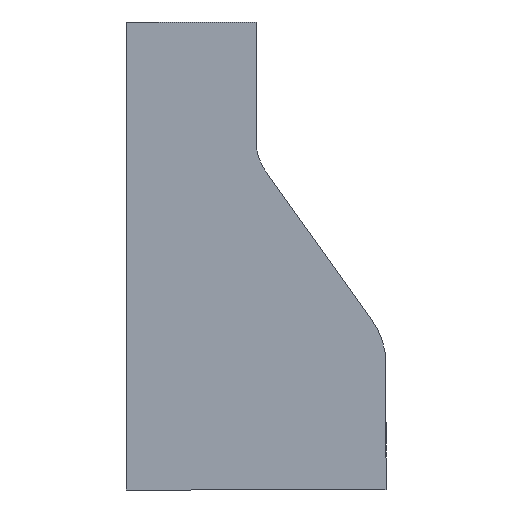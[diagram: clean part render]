
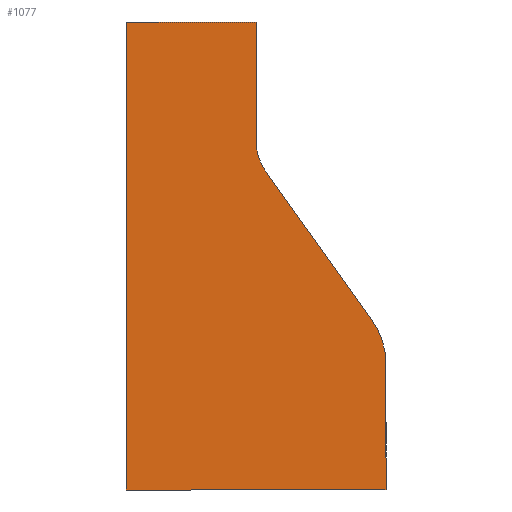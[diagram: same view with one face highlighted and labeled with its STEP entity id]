
A CAD part, front view. The second image highlights one B-rep face of the part: STEP entity #1077.
In plain terms, the highlighted planar face has unit normal (0, -1, 0).
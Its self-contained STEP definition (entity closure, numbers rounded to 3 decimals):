
#7 = CARTESIAN_POINT ( 'NONE',  ( 25., 0., -180. ) ) ;
#9 = CARTESIAN_POINT ( 'NONE',  ( 119.412, 0., -114.293 ) ) ;
#45 = CARTESIAN_POINT ( 'NONE',  ( -25., 0., 0. ) ) ;
#64 = CARTESIAN_POINT ( 'NONE',  ( 75., 0., 0. ) ) ;
#82 = DIRECTION ( 'NONE',  ( 0., 0., 1. ) ) ;
#85 = DIRECTION ( 'NONE',  ( 0., 1., 0. ) ) ;
#95 = PLANE ( 'NONE',  #497 ) ;
#103 = CARTESIAN_POINT ( 'NONE',  ( -45., 0., -45.707 ) ) ;
#125 = CARTESIAN_POINT ( 'NONE',  ( 125., 0., -131.73 ) ) ;
#126 = CARTESIAN_POINT ( 'NONE',  ( 75., 0., -45.707 ) ) ;
#132 = DIRECTION ( 'NONE',  ( 1., 0., 0. ) ) ;
#133 = CARTESIAN_POINT ( 'NONE',  ( 25., 0., 0. ) ) ;
#155 = CARTESIAN_POINT ( 'NONE',  ( 125., 0., -180. ) ) ;
#177 = CARTESIAN_POINT ( 'NONE',  ( 78.725, 0., -57.331 ) ) ;
#183 = CARTESIAN_POINT ( 'NONE',  ( 25., 0., 0. ) ) ;
#193 = DIRECTION ( 'NONE',  ( 0., -1., 0. ) ) ;
#195 = CARTESIAN_POINT ( 'NONE',  ( 95., 0., -131.73 ) ) ;
#200 = DIRECTION ( 'NONE',  ( 0., 0., 1. ) ) ;
#237 = DIRECTION ( 'NONE',  ( 0., 0., 1. ) ) ;
#265 = DIRECTION ( 'NONE',  ( 0., 0., 1. ) ) ;
#266 = DIRECTION ( 'NONE',  ( 0., 1., 0. ) ) ;
#268 = CARTESIAN_POINT ( 'NONE',  ( 95., 0., -45.707 ) ) ;
#299 = DIRECTION ( 'NONE',  ( 0., 0., 1. ) ) ;
#306 = CARTESIAN_POINT ( 'NONE',  ( 75., 0., 0. ) ) ;
#318 = CARTESIAN_POINT ( 'NONE',  ( 125., 0., -131.73 ) ) ;
#323 = DIRECTION ( 'NONE',  ( 0., 0., 1. ) ) ;
#325 = CARTESIAN_POINT ( 'NONE',  ( 78.725, 0., -57.331 ) ) ;
#327 = CARTESIAN_POINT ( 'NONE',  ( -75., 0., -180. ) ) ;
#332 = DIRECTION ( 'NONE',  ( -0.581, 0., 0.814 ) ) ;
#339 = DIRECTION ( 'NONE',  ( -1., 0., 0. ) ) ;
#376 = EDGE_CURVE ( 'NONE', #581, #649, #622, .T. ) ;
#395 = EDGE_CURVE ( 'NONE', #649, #866, #548, .T. ) ;
#396 = EDGE_CURVE ( 'NONE', #871, #645, #558, .T. ) ;
#403 = EDGE_CURVE ( 'NONE', #645, #864, #549, .T. ) ;
#408 = EDGE_CURVE ( 'NONE', #866, #571, #537, .T. ) ;
#409 = EDGE_CURVE ( 'NONE', #581, #871, #1048, .T. ) ;
#434 = EDGE_CURVE ( 'NONE', #648, #864, #1019, .T. ) ;
#469 = AXIS2_PLACEMENT_3D ( 'NONE', #195, #193, #237 ) ;
#497 = AXIS2_PLACEMENT_3D ( 'NONE', #103, #85, #82 ) ;
#513 = AXIS2_PLACEMENT_3D ( 'NONE', #268, #266, #265 ) ;
#529 = EDGE_CURVE ( 'NONE', #571, #648, #975, .T. ) ;
#537 = LINE ( 'NONE', #325, #546 ) ;
#546 = VECTOR ( 'NONE', #332, 1000. ) ;
#548 = CIRCLE ( 'NONE', #469, 30. ) ;
#549 = LINE ( 'NONE', #45, #556 ) ;
#556 = VECTOR ( 'NONE', #132, 1000. ) ;
#558 = LINE ( 'NONE', #183, #562 ) ;
#562 = VECTOR ( 'NONE', #200, 1000. ) ;
#571 = VERTEX_POINT ( 'NONE', #177 ) ;
#581 = VERTEX_POINT ( 'NONE', #155 ) ;
#614 = VECTOR ( 'NONE', #323, 1000. ) ;
#622 = LINE ( 'NONE', #318, #614 ) ;
#645 = VERTEX_POINT ( 'NONE', #133 ) ;
#648 = VERTEX_POINT ( 'NONE', #126 ) ;
#649 = VERTEX_POINT ( 'NONE', #125 ) ;
#677 = EDGE_LOOP ( 'NONE', ( #770, #755, #680, #758, #769, #694, #762, #743 ) ) ;
#680 = ORIENTED_EDGE ( 'NONE', *, *, #409, .F. ) ;
#694 = ORIENTED_EDGE ( 'NONE', *, *, #408, .T. ) ;
#743 = ORIENTED_EDGE ( 'NONE', *, *, #434, .T. ) ;
#755 = ORIENTED_EDGE ( 'NONE', *, *, #396, .F. ) ;
#758 = ORIENTED_EDGE ( 'NONE', *, *, #376, .T. ) ;
#762 = ORIENTED_EDGE ( 'NONE', *, *, #529, .T. ) ;
#769 = ORIENTED_EDGE ( 'NONE', *, *, #395, .T. ) ;
#770 = ORIENTED_EDGE ( 'NONE', *, *, #403, .F. ) ;
#864 = VERTEX_POINT ( 'NONE', #64 ) ;
#866 = VERTEX_POINT ( 'NONE', #9 ) ;
#871 = VERTEX_POINT ( 'NONE', #7 ) ;
#950 = FACE_OUTER_BOUND ( 'NONE', #677, .T. ) ;
#975 = CIRCLE ( 'NONE', #513, 20. ) ;
#1016 = VECTOR ( 'NONE', #299, 1000. ) ;
#1019 = LINE ( 'NONE', #306, #1016 ) ;
#1048 = LINE ( 'NONE', #327, #1057 ) ;
#1057 = VECTOR ( 'NONE', #339, 1000. ) ;
#1077 = ADVANCED_FACE ( 'NONE', ( #950 ), #95, .F. ) ;
